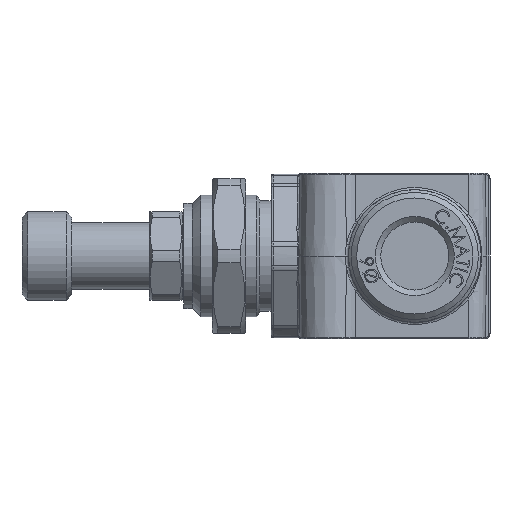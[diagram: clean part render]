
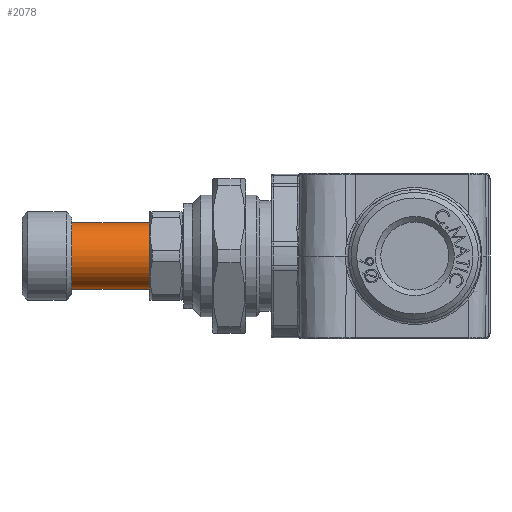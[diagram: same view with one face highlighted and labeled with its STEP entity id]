
A CAD part, left-side view. The second image highlights one B-rep face of the part: STEP entity #2078.
In plain terms, the highlighted cylindrical face has radius 3 mm (diameter 6 mm), a full revolution.
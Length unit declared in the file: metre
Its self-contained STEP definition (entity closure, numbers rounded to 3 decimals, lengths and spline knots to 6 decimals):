
#2078 = ADVANCED_FACE( 'NONE', ( #4380, #4381 ), #4382, .T. );
#4380 = FACE_OUTER_BOUND( '', #22057, .T. );
#4381 = FACE_OUTER_BOUND( '', #22058, .T. );
#4382 = CYLINDRICAL_SURFACE( '', #22059, 0.003 );
#22057 = EDGE_LOOP( '', ( #33277 ) );
#22058 = EDGE_LOOP( '', ( #33278 ) );
#22059 = AXIS2_PLACEMENT_3D( '', #33279, #33280, #33281 );
#33277 = ORIENTED_EDGE( '', *, *, #36227, .F. );
#33278 = ORIENTED_EDGE( '', *, *, #36011, .T. );
#33279 = CARTESIAN_POINT( '', ( 0., 0., 0. ) );
#33280 = DIRECTION( '', ( 0., 1., 0. ) );
#33281 = DIRECTION( '', ( 0., 0., -1. ) );
#36011 = EDGE_CURVE( 'NONE', #39620, #39620, #39621, .T. );
#36227 = EDGE_CURVE( 'NONE', #39909, #39909, #39910, .T. );
#39620 = VERTEX_POINT( '', #49780 );
#39621 = CIRCLE( '', #49781, 0.003 );
#39909 = VERTEX_POINT( '', #51205 );
#39910 = CIRCLE( '', #51206, 0.003 );
#49780 = CARTESIAN_POINT( '', ( 0., 0.037813, -0.003 ) );
#49781 = AXIS2_PLACEMENT_3D( '', #56354, #56355, #56356 );
#51205 = CARTESIAN_POINT( '', ( 0., 0.0308, -0.003 ) );
#51206 = AXIS2_PLACEMENT_3D( '', #56503, #56504, #56505 );
#56354 = CARTESIAN_POINT( '', ( 0., 0.037813, 0. ) );
#56355 = DIRECTION( '', ( 0., -1., 0. ) );
#56356 = DIRECTION( '', ( 0., 0., -1. ) );
#56503 = CARTESIAN_POINT( '', ( 0., 0.0308, 0. ) );
#56504 = DIRECTION( '', ( 0., -1., 0. ) );
#56505 = DIRECTION( '', ( 0., 0., -1. ) );
